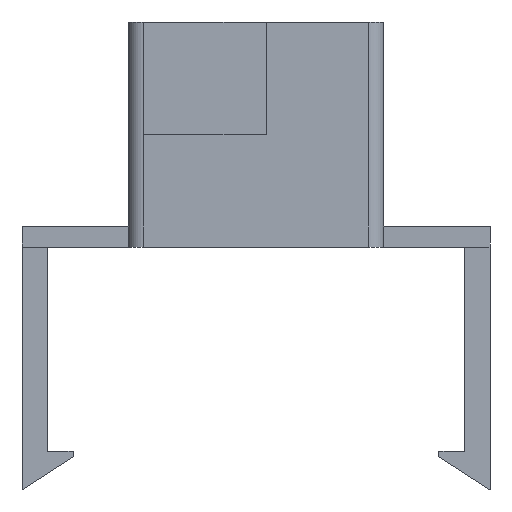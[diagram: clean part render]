
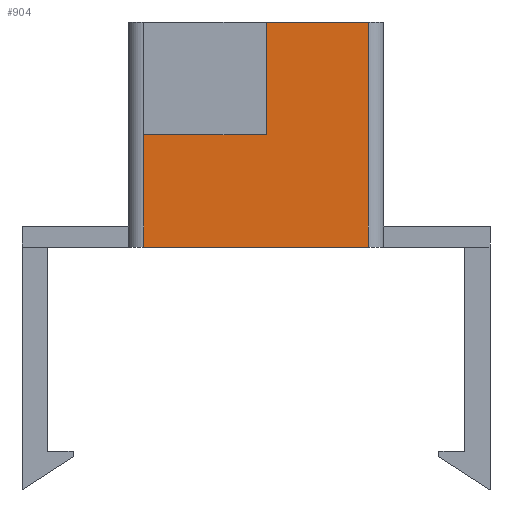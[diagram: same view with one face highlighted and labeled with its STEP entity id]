
A CAD part, left-side view. The second image highlights one B-rep face of the part: STEP entity #904.
In plain terms, the highlighted planar face has unit normal (-1, 0, 0).
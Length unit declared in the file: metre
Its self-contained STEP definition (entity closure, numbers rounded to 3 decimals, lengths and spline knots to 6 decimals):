
#145=ORIENTED_EDGE('',*,*,#357,.T.);
#146=ORIENTED_EDGE('',*,*,#358,.T.);
#147=ORIENTED_EDGE('',*,*,#359,.F.);
#148=ORIENTED_EDGE('',*,*,#360,.T.);
#149=ORIENTED_EDGE('',*,*,#361,.T.);
#150=ORIENTED_EDGE('',*,*,#362,.T.);
#357=EDGE_CURVE('',#469,#470,#567,.T.);
#358=EDGE_CURVE('',#470,#471,#568,.T.);
#359=EDGE_CURVE('',#472,#471,#569,.T.);
#360=EDGE_CURVE('',#472,#473,#570,.F.);
#361=EDGE_CURVE('',#473,#474,#571,.T.);
#362=EDGE_CURVE('',#474,#469,#572,.T.);
#469=VERTEX_POINT('',#1423);
#470=VERTEX_POINT('',#1424);
#471=VERTEX_POINT('',#1426);
#472=VERTEX_POINT('',#1428);
#473=VERTEX_POINT('',#1430);
#474=VERTEX_POINT('',#1432);
#567=LINE('',#1422,#683);
#568=LINE('',#1425,#684);
#569=LINE('',#1427,#685);
#570=LINE('',#1429,#686);
#571=LINE('',#1431,#687);
#572=LINE('',#1433,#688);
#683=VECTOR('',#1155,1.);
#684=VECTOR('',#1156,1.);
#685=VECTOR('',#1157,1.);
#686=VECTOR('',#1158,1.);
#687=VECTOR('',#1159,1.);
#688=VECTOR('',#1160,1.);
#758=EDGE_LOOP('',(#145,#146,#147,#148,#149,#150));
#809=FACE_BOUND('',#758,.T.);
#860=PLANE('',#995);
#904=ADVANCED_FACE('',(#809),#860,.T.);
#995=AXIS2_PLACEMENT_3D('',#1421,#1153,#1154);
#1153=DIRECTION('',(-1.,0.,0.));
#1154=DIRECTION('',(0.,0.,1.));
#1155=DIRECTION('',(0.,1.,0.));
#1156=DIRECTION('',(0.,0.,-1.));
#1157=DIRECTION('',(0.,1.,0.));
#1158=DIRECTION('',(0.,0.,-1.));
#1159=DIRECTION('',(0.,1.,0.));
#1160=DIRECTION('',(0.,0.,-1.));
#1421=CARTESIAN_POINT('',(-0.029104,0.012129,0.002));
#1422=CARTESIAN_POINT('',(-0.029104,0.018879,0.011));
#1423=CARTESIAN_POINT('',(-0.029104,0.012879,0.011));
#1424=CARTESIAN_POINT('',(-0.029104,0.024879,0.011));
#1425=CARTESIAN_POINT('',(-0.029104,0.024879,0.));
#1426=CARTESIAN_POINT('',(-0.029104,0.024879,0.));
#1427=CARTESIAN_POINT('',(-0.029104,0.012129,0.));
#1428=CARTESIAN_POINT('',(-0.029104,0.002879,0.));
#1429=CARTESIAN_POINT('',(-0.029104,0.002879,0.002));
#1430=CARTESIAN_POINT('',(-0.029104,0.002879,0.022));
#1431=CARTESIAN_POINT('',(-0.029104,0.012129,0.022));
#1432=CARTESIAN_POINT('',(-0.029104,0.012879,0.022));
#1433=CARTESIAN_POINT('',(-0.029104,0.012879,0.022));
